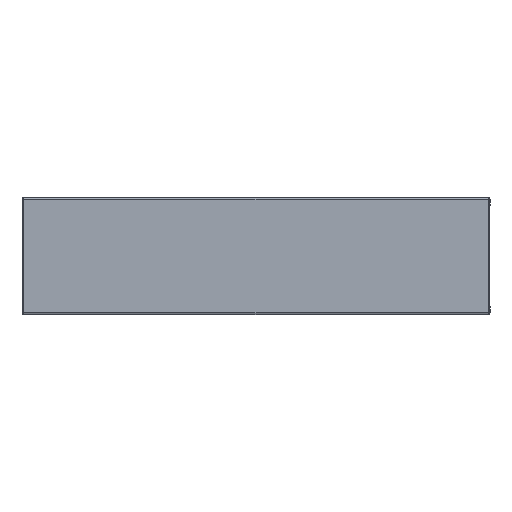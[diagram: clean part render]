
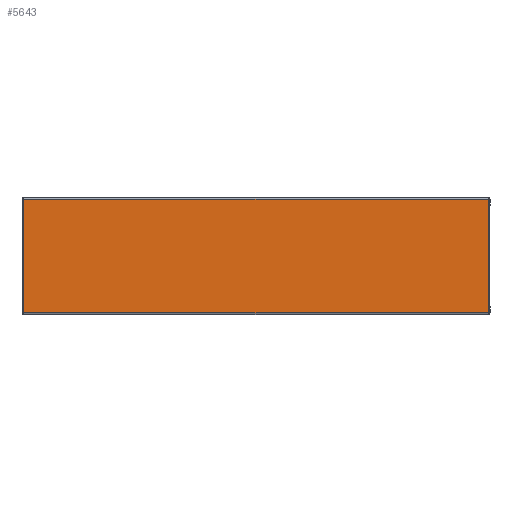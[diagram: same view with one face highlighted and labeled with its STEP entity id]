
A CAD part, left-side view. The second image highlights one B-rep face of the part: STEP entity #5643.
In plain terms, the highlighted planar face has unit normal (-1, 0, 0).
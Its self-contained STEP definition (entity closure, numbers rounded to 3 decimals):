
#369 = CARTESIAN_POINT ( 'NONE',  ( -1., -0.595, 0.005 ) ) ;
#555 = CARTESIAN_POINT ( 'NONE',  ( -1., -0.6, 0.02 ) ) ;
#711 = EDGE_CURVE ( 'NONE', #2304, #3833, #3387, .T. ) ;
#962 = LINE ( 'NONE', #1692, #3150 ) ;
#1000 = DIRECTION ( 'NONE',  ( 0., 0., -1. ) ) ;
#1009 = EDGE_CURVE ( 'NONE', #3833, #2385, #962, .T. ) ;
#1381 = EDGE_LOOP ( 'NONE', ( #2274, #2636, #2143, #4917 ) ) ;
#1682 = CARTESIAN_POINT ( 'NONE',  ( -1., -0.595, 0.02 ) ) ;
#1692 = CARTESIAN_POINT ( 'NONE',  ( -1., 0.595, 0.02 ) ) ;
#1994 = VERTEX_POINT ( 'NONE', #369 ) ;
#2135 = DIRECTION ( 'NONE',  ( 0., 0., 1. ) ) ;
#2143 = ORIENTED_EDGE ( 'NONE', *, *, #3708, .T. ) ;
#2183 = DIRECTION ( 'NONE',  ( 0., 0., -1. ) ) ;
#2217 = VECTOR ( 'NONE', #5502, 1000. ) ;
#2274 = ORIENTED_EDGE ( 'NONE', *, *, #711, .T. ) ;
#2304 = VERTEX_POINT ( 'NONE', #4943 ) ;
#2385 = VERTEX_POINT ( 'NONE', #3744 ) ;
#2636 = ORIENTED_EDGE ( 'NONE', *, *, #1009, .T. ) ;
#2754 = EDGE_CURVE ( 'NONE', #1994, #2304, #4624, .T. ) ;
#2818 = VECTOR ( 'NONE', #5412, 1000. ) ;
#2965 = LINE ( 'NONE', #4096, #2818 ) ;
#3150 = VECTOR ( 'NONE', #2183, 1000. ) ;
#3387 = LINE ( 'NONE', #5524, #2217 ) ;
#3480 = VECTOR ( 'NONE', #2135, 1000. ) ;
#3621 = DIRECTION ( 'NONE',  ( 1., 0., 0. ) ) ;
#3708 = EDGE_CURVE ( 'NONE', #2385, #1994, #2965, .T. ) ;
#3744 = CARTESIAN_POINT ( 'NONE',  ( -1., 0.595, 0.005 ) ) ;
#3833 = VERTEX_POINT ( 'NONE', #5059 ) ;
#4033 = PLANE ( 'NONE',  #5154 ) ;
#4096 = CARTESIAN_POINT ( 'NONE',  ( -1., -0.6, 0.005 ) ) ;
#4624 = LINE ( 'NONE', #1682, #3480 ) ;
#4917 = ORIENTED_EDGE ( 'NONE', *, *, #2754, .T. ) ;
#4943 = CARTESIAN_POINT ( 'NONE',  ( -1., -0.595, 0.295 ) ) ;
#5059 = CARTESIAN_POINT ( 'NONE',  ( -1., 0.595, 0.295 ) ) ;
#5154 = AXIS2_PLACEMENT_3D ( 'NONE', #555, #3621, #1000 ) ;
#5412 = DIRECTION ( 'NONE',  ( 0., -1., 0. ) ) ;
#5436 = FACE_OUTER_BOUND ( 'NONE', #1381, .T. ) ;
#5502 = DIRECTION ( 'NONE',  ( 0., 1., 0. ) ) ;
#5524 = CARTESIAN_POINT ( 'NONE',  ( -1., -0.6, 0.295 ) ) ;
#5643 = ADVANCED_FACE ( 'NONE', ( #5436 ), #4033, .F. ) ;
